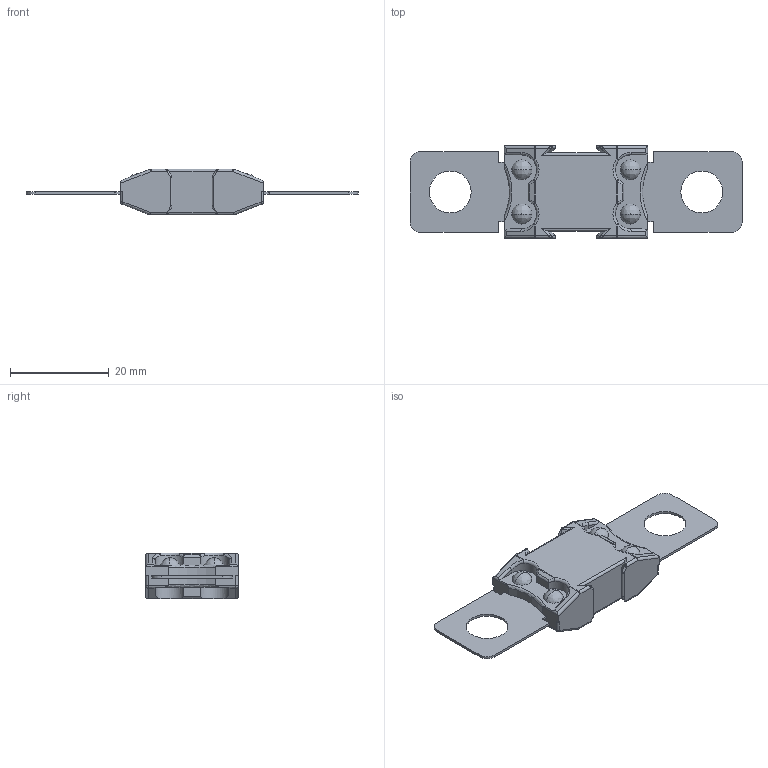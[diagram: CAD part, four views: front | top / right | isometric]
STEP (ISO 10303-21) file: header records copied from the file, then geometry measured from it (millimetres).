
FILE_DESCRIPTION((''),'2;1');
FILE_NAME('142_5395_BF2_05MM','2022-08-29T18:00:24',('MLegi'),(''),'CREO PARAMETRIC BY PTC INC, 2021304','CREO PARAMETRIC BY PTC INC, 2021304','');
FILE_SCHEMA(('CONFIG_CONTROL_DESIGN'));
Length unit declared in the file: millimetre
Products named in the file (1): 142_5395_BF2_05MM
Bounding box: 67.3 x 18.8 x 9.3 mm (x, y, z)
Volume: 4116.1 mm3; surface area: 3028.1 mm2
Topology: 1 solids, 1 shells, 248 faces, 662 edges, 392 vertices
Faces by surface type: cylinder 102, plane 78, bspline 40, sphere 20, torus 8
Entity records: 9233 total; most frequent: CARTESIAN_POINT 3543, ORIENTED_EDGE 1268, DIRECTION 1062, EDGE_CURVE 634, VERTEX_POINT 392, AXIS2_PLACEMENT_3D 384, VECTOR 294, LINE 294
